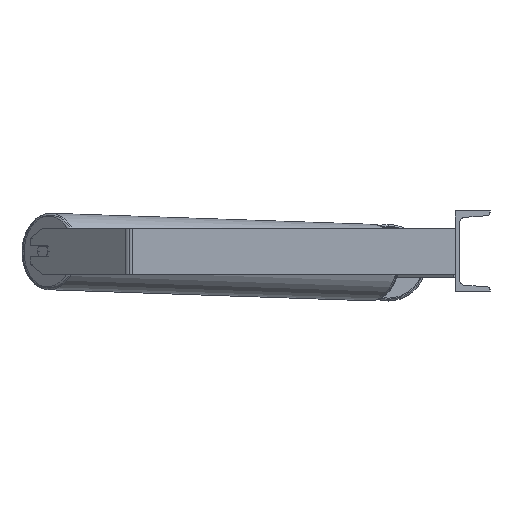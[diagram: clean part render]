
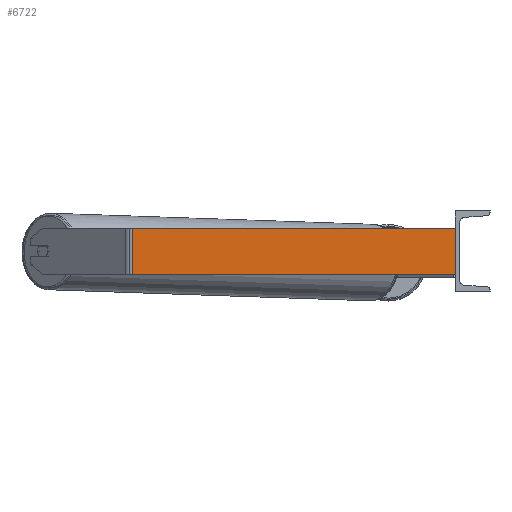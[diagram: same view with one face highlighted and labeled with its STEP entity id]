
A CAD part, left-side view. The second image highlights one B-rep face of the part: STEP entity #6722.
In plain terms, the highlighted planar face has unit normal (-1, 0, 0).
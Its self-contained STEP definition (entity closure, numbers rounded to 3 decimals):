
#568 = EDGE_CURVE ( 'NONE', #8763, #4457, #2476, .T. ) ;
#581 = VECTOR ( 'NONE', #7595, 1000. ) ;
#730 = DIRECTION ( 'NONE',  ( 1., 0., 0. ) ) ;
#980 = CARTESIAN_POINT ( 'NONE',  ( -1185., 561.412, 40. ) ) ;
#1278 = CARTESIAN_POINT ( 'NONE',  ( -1185., 0., 40. ) ) ;
#1829 = EDGE_LOOP ( 'NONE', ( #7437, #3654, #6643, #8681 ) ) ;
#2215 = DIRECTION ( 'NONE',  ( 0., 1., 0. ) ) ;
#2476 = LINE ( 'NONE', #6627, #2572 ) ;
#2572 = VECTOR ( 'NONE', #5882, 1000. ) ;
#2659 = CARTESIAN_POINT ( 'NONE',  ( -1185., 568.04, 40. ) ) ;
#2844 = PLANE ( 'NONE',  #6798 ) ;
#2987 = CARTESIAN_POINT ( 'NONE',  ( -1185., 568.04, 40. ) ) ;
#3147 = LINE ( 'NONE', #8641, #4350 ) ;
#3582 = CARTESIAN_POINT ( 'NONE',  ( -1185., 0., 40. ) ) ;
#3654 = ORIENTED_EDGE ( 'NONE', *, *, #8053, .F. ) ;
#3669 = VERTEX_POINT ( 'NONE', #980 ) ;
#3912 = DIRECTION ( 'NONE',  ( 0., 0., -1. ) ) ;
#4350 = VECTOR ( 'NONE', #3912, 1000. ) ;
#4457 = VERTEX_POINT ( 'NONE', #8619 ) ;
#5434 = VERTEX_POINT ( 'NONE', #1278 ) ;
#5437 = DIRECTION ( 'NONE',  ( 0., -1., 0. ) ) ;
#5806 = FACE_OUTER_BOUND ( 'NONE', #1829, .T. ) ;
#5882 = DIRECTION ( 'NONE',  ( 0., -1., 0. ) ) ;
#6463 = EDGE_CURVE ( 'NONE', #3669, #5434, #8858, .T. ) ;
#6627 = CARTESIAN_POINT ( 'NONE',  ( -1185., 568.04, -40. ) ) ;
#6643 = ORIENTED_EDGE ( 'NONE', *, *, #6463, .F. ) ;
#6722 = ADVANCED_FACE ( 'NONE', ( #5806 ), #2844, .F. ) ;
#6798 = AXIS2_PLACEMENT_3D ( 'NONE', #2987, #730, #2215 ) ;
#7204 = EDGE_CURVE ( 'NONE', #3669, #8763, #3147, .T. ) ;
#7437 = ORIENTED_EDGE ( 'NONE', *, *, #568, .T. ) ;
#7595 = DIRECTION ( 'NONE',  ( 0., 0., -1. ) ) ;
#7800 = CARTESIAN_POINT ( 'NONE',  ( -1185., 561.412, -40. ) ) ;
#8053 = EDGE_CURVE ( 'NONE', #5434, #4457, #8276, .T. ) ;
#8276 = LINE ( 'NONE', #3582, #581 ) ;
#8619 = CARTESIAN_POINT ( 'NONE',  ( -1185., 0., -40. ) ) ;
#8641 = CARTESIAN_POINT ( 'NONE',  ( -1185., 561.412, 40. ) ) ;
#8670 = VECTOR ( 'NONE', #5437, 1000. ) ;
#8681 = ORIENTED_EDGE ( 'NONE', *, *, #7204, .T. ) ;
#8763 = VERTEX_POINT ( 'NONE', #7800 ) ;
#8858 = LINE ( 'NONE', #2659, #8670 ) ;
